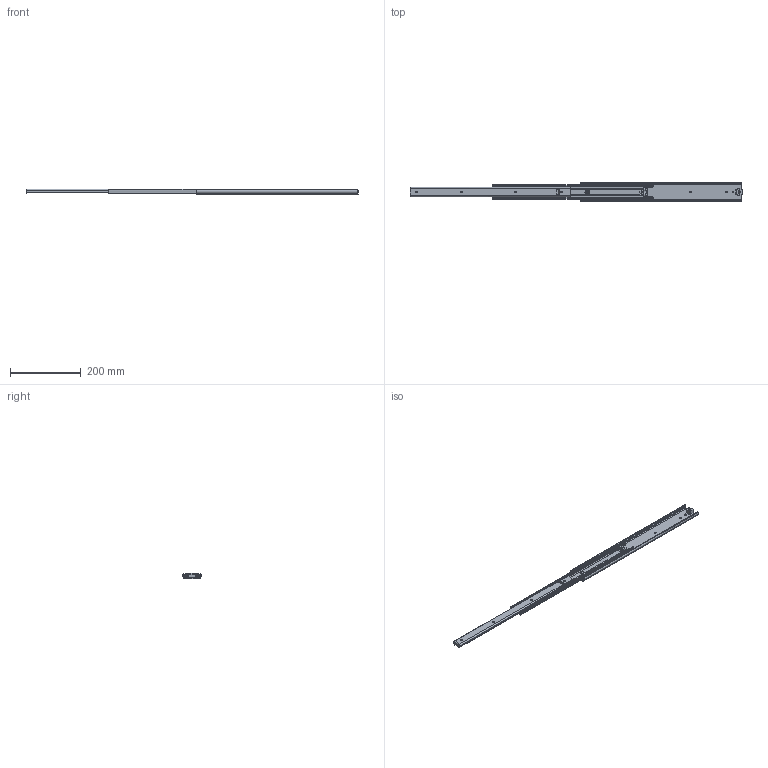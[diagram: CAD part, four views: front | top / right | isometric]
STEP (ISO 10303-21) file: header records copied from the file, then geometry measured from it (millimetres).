
FILE_DESCRIPTION (( 'STEP AP203' ), '1' );
FILE_NAME ('550N-18.STEP', '2020-05-28T06:39:25', ( '' ), ( '' ), 'SwSTEP 2.0', 'SolidWorks 2019', '' );
FILE_SCHEMA (( 'CONFIG_CONTROL_DESIGN' ));
Length unit declared in the file: millimetre
Products named in the file (6): 550N-18 CM; 550N-18 IM; 550N-18; SBP113B; PN46B; 550N-18 OM
Assembly tree (5 placements, depth 2):
  550N-18
    550N-18 OM
    PN46B
    550N-18 CM
    SBP113B
    550N-18 IM
Bounding box: 939.76 x 54.79 x 16 mm (x, y, z)
Volume: 159037.6 mm3; surface area: 178983.2 mm2
Topology: 5 solids, 5 shells, 454 faces, 1339 edges, 876 vertices
Faces by surface type: plane 239, cylinder 213, cone 2
Entity records: 16000 total; most frequent: CARTESIAN_POINT 2842, ORIENTED_EDGE 2678, DIRECTION 2664, EDGE_CURVE 1339, AXIS2_PLACEMENT_3D 898, VERTEX_POINT 876, LINE 868, VECTOR 868
